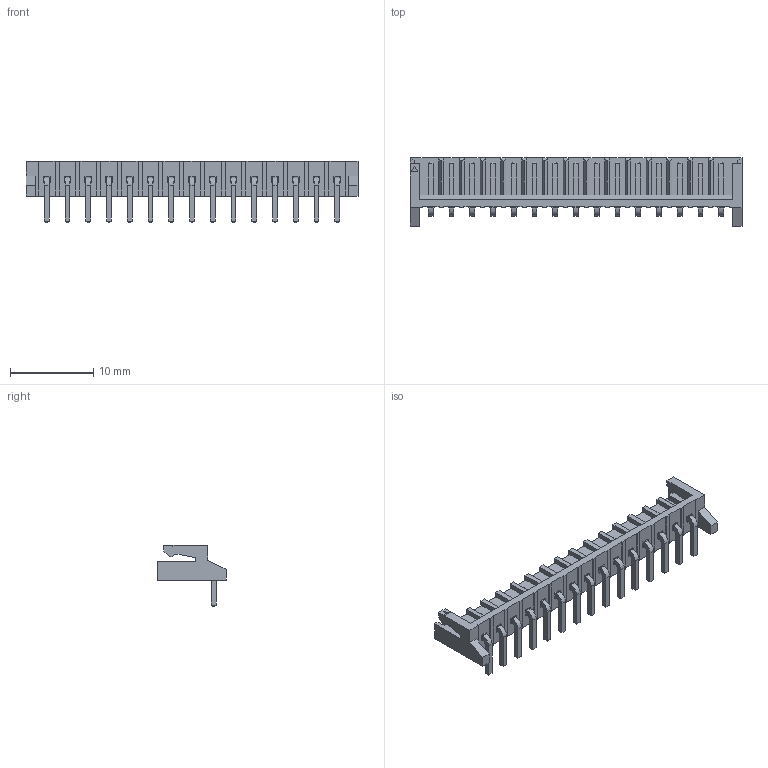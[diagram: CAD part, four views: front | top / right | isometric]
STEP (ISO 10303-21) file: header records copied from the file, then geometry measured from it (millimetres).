
FILE_DESCRIPTION (( 'STEP AP214' ), '1' );
FILE_NAME ('JST-S15B-EH-A.STEP', '2020-12-30T03:39:51', ( '' ), ( '' ), 'SwSTEP 2.0', 'SolidWorks 2020', '' );
FILE_SCHEMA (( 'AUTOMOTIVE_DESIGN' ));
Length unit declared in the file: millimetre
Products named in the file (1): JST-S15B-EH-A
Bounding box: 40 x 8.2 x 7.4 mm (x, y, z)
Volume: 464.1 mm3; surface area: 1289.7 mm2
Topology: 1 solids, 1 shells, 570 faces, 1355 edges, 834 vertices
Faces by surface type: plane 538, cylinder 32
Entity records: 22150 total; most frequent: CARTESIAN_POINT 2760, ORIENTED_EDGE 2710, DIRECTION 2561, EDGE_CURVE 1355, LINE 1291, VECTOR 1291, VERTEX_POINT 834, AXIS2_PLACEMENT_3D 635
